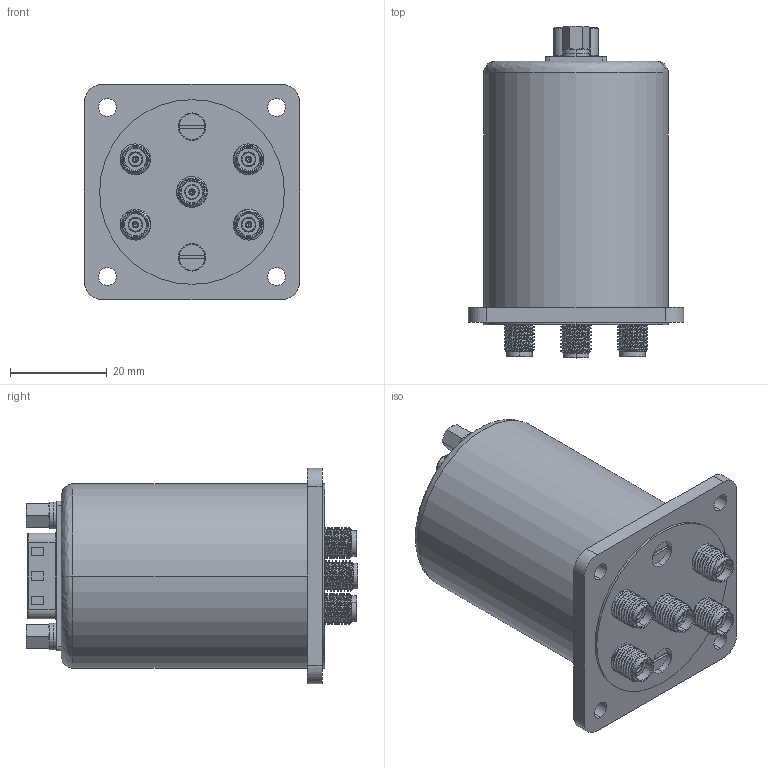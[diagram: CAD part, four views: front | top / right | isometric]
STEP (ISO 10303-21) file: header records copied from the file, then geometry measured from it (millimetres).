
FILE_DESCRIPTION (( 'STEP AP214' ), '1' );
FILE_NAME ('FMSW7289_3D.step', '2023-05-10T16:15:10', ( '' ), ( '' ), 'SwSTEP 2.0', 'SolidWorks 2022', '' );
FILE_SCHEMA (( 'AUTOMOTIVE_DESIGN' ));
Length unit declared in the file: inch
Products named in the file (7): Copy of 9P mela-D-SUB 170-009-173^FMSW7289; Copy of A16L24Y01-CST_1^FMSW7289; Copy of K16029002_1^FMSW7289; Copy of K16021002_defeature^FMSW7289; Copy of A16061002-e360_-101^FMSW7289; FMSW7289_3D; Copy of A12066001-e360_1^FMSW7289
Assembly tree (12 placements, depth 2):
  FMSW7289_3D
    Copy of K16021002_defeature^FMSW7289
    Copy of K16029002_1^FMSW7289  x5
    Copy of A16L24Y01-CST_1^FMSW7289  x2
    Copy of A16061002-e360_-101^FMSW7289
    Copy of 9P mela-D-SUB 170-009-173^FMSW7289
    Copy of A12066001-e360_1^FMSW7289  x2
Bounding box: 44.45 x 68.48 x 44.45 mm (x, y, z)
Volume: 15886.4 mm3; surface area: 24932.6 mm2
Topology: 35 solids, 35 shells, 1019 faces, 2432 edges, 1563 vertices
Faces by surface type: cylinder 420, plane 347, bspline 145, cone 107
Entity records: 21282 total; most frequent: CARTESIAN_POINT 8679, ORIENTED_EDGE 2548, DIRECTION 2413, EDGE_CURVE 1274, AXIS2_PLACEMENT_3D 914, VERTEX_POINT 822, EDGE_LOOP 642, LINE 585
